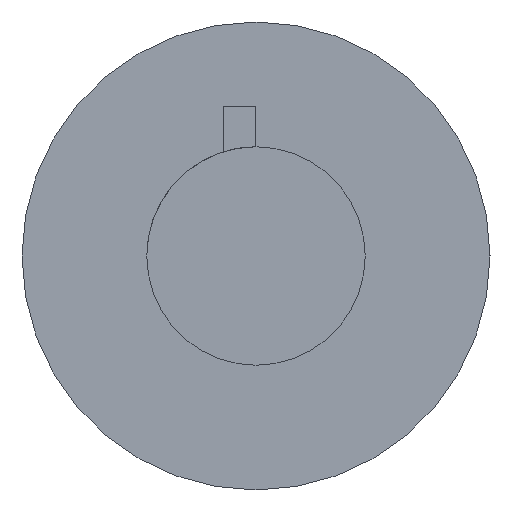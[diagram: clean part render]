
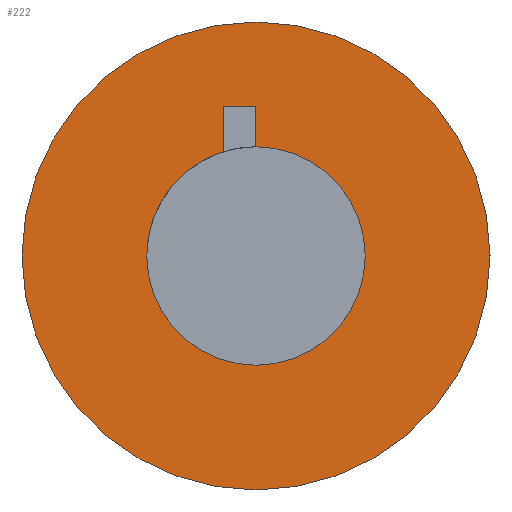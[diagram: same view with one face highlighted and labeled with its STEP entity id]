
A CAD part, left-side view. The second image highlights one B-rep face of the part: STEP entity #222.
In plain terms, the highlighted planar face has unit normal (-1, 0, 0).
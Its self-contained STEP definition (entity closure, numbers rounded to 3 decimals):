
#2 = EDGE_CURVE ( 'NONE', #130, #447, #49, .T. ) ;
#10 = DIRECTION ( 'NONE',  ( 1., 0., 0. ) ) ;
#16 = DIRECTION ( 'NONE',  ( 1., 0., 0. ) ) ;
#18 = CIRCLE ( 'NONE', #44, 7. ) ;
#44 = AXIS2_PLACEMENT_3D ( 'NONE', #572, #117, #437 ) ;
#49 = CIRCLE ( 'NONE', #154, 15. ) ;
#53 = DIRECTION ( 'NONE',  ( 1., 0., 0. ) ) ;
#62 = CARTESIAN_POINT ( 'NONE',  ( -90., -15., 0. ) ) ;
#69 = AXIS2_PLACEMENT_3D ( 'NONE', #374, #422, #510 ) ;
#91 = ORIENTED_EDGE ( 'NONE', *, *, #209, .T. ) ;
#112 = EDGE_CURVE ( 'NONE', #409, #273, #315, .T. ) ;
#117 = DIRECTION ( 'NONE',  ( 1., 0., 0. ) ) ;
#125 = VERTEX_POINT ( 'NONE', #151 ) ;
#126 = FACE_BOUND ( 'NONE', #286, .T. ) ;
#130 = VERTEX_POINT ( 'NONE', #62 ) ;
#142 = EDGE_CURVE ( 'NONE', #549, #149, #402, .T. ) ;
#146 = CARTESIAN_POINT ( 'NONE',  ( -90., 0., 0. ) ) ;
#149 = VERTEX_POINT ( 'NONE', #454 ) ;
#151 = CARTESIAN_POINT ( 'NONE',  ( -90., 7., 0. ) ) ;
#152 = CARTESIAN_POINT ( 'NONE',  ( -90., 0., 0. ) ) ;
#154 = AXIS2_PLACEMENT_3D ( 'NONE', #361, #363, #499 ) ;
#187 = CARTESIAN_POINT ( 'NONE',  ( -90., 0., 7. ) ) ;
#188 = AXIS2_PLACEMENT_3D ( 'NONE', #251, #16, #568 ) ;
#194 = CARTESIAN_POINT ( 'NONE',  ( -90., 2.103, 9.612 ) ) ;
#201 = DIRECTION ( 'NONE',  ( 0., -1., 0. ) ) ;
#209 = EDGE_CURVE ( 'NONE', #149, #409, #505, .T. ) ;
#222 = ADVANCED_FACE ( 'NONE', ( #539, #126 ), #235, .F. ) ;
#235 = PLANE ( 'NONE',  #69 ) ;
#241 = VERTEX_POINT ( 'NONE', #426 ) ;
#251 = CARTESIAN_POINT ( 'NONE',  ( -90., 0., 0. ) ) ;
#270 = ORIENTED_EDGE ( 'NONE', *, *, #112, .T. ) ;
#273 = VERTEX_POINT ( 'NONE', #390 ) ;
#283 = DIRECTION ( 'NONE',  ( 0., 0., -1. ) ) ;
#286 = EDGE_LOOP ( 'NONE', ( #393, #91, #270, #557, #310, #287 ) ) ;
#287 = ORIENTED_EDGE ( 'NONE', *, *, #526, .T. ) ;
#307 = CARTESIAN_POINT ( 'NONE',  ( -90., 0., 7. ) ) ;
#308 = AXIS2_PLACEMENT_3D ( 'NONE', #152, #10, #335 ) ;
#310 = ORIENTED_EDGE ( 'NONE', *, *, #515, .T. ) ;
#315 = CIRCLE ( 'NONE', #188, 7. ) ;
#335 = DIRECTION ( 'NONE',  ( 0., 1., 0. ) ) ;
#340 = EDGE_CURVE ( 'NONE', #273, #125, #18, .T. ) ;
#348 = CARTESIAN_POINT ( 'NONE',  ( -90., 15., 0. ) ) ;
#351 = EDGE_LOOP ( 'NONE', ( #488, #459 ) ) ;
#359 = VECTOR ( 'NONE', #427, 1000. ) ;
#361 = CARTESIAN_POINT ( 'NONE',  ( -90., 0., 0. ) ) ;
#363 = DIRECTION ( 'NONE',  ( 1., 0., 0. ) ) ;
#374 = CARTESIAN_POINT ( 'NONE',  ( -90., -7., 0. ) ) ;
#390 = CARTESIAN_POINT ( 'NONE',  ( -90., -7., 0. ) ) ;
#393 = ORIENTED_EDGE ( 'NONE', *, *, #142, .T. ) ;
#402 = LINE ( 'NONE', #433, #535 ) ;
#409 = VERTEX_POINT ( 'NONE', #307 ) ;
#422 = DIRECTION ( 'NONE',  ( 1., 0., 0. ) ) ;
#426 = CARTESIAN_POINT ( 'NONE',  ( -90., 2.103, 6.677 ) ) ;
#427 = DIRECTION ( 'NONE',  ( 0., 0., 1. ) ) ;
#428 = DIRECTION ( 'NONE',  ( 0., 1., 0. ) ) ;
#433 = CARTESIAN_POINT ( 'NONE',  ( -90., 0., 9.612 ) ) ;
#437 = DIRECTION ( 'NONE',  ( 0., 1., 0. ) ) ;
#446 = LINE ( 'NONE', #194, #359 ) ;
#447 = VERTEX_POINT ( 'NONE', #348 ) ;
#454 = CARTESIAN_POINT ( 'NONE',  ( -90., 0., 9.612 ) ) ;
#459 = ORIENTED_EDGE ( 'NONE', *, *, #2, .F. ) ;
#469 = CIRCLE ( 'NONE', #591, 15. ) ;
#473 = CARTESIAN_POINT ( 'NONE',  ( -90., 2.103, 9.612 ) ) ;
#488 = ORIENTED_EDGE ( 'NONE', *, *, #531, .F. ) ;
#499 = DIRECTION ( 'NONE',  ( 0., 1., 0. ) ) ;
#505 = LINE ( 'NONE', #187, #577 ) ;
#510 = DIRECTION ( 'NONE',  ( 0., 1., 0. ) ) ;
#515 = EDGE_CURVE ( 'NONE', #125, #241, #541, .T. ) ;
#526 = EDGE_CURVE ( 'NONE', #241, #549, #446, .T. ) ;
#531 = EDGE_CURVE ( 'NONE', #447, #130, #469, .T. ) ;
#535 = VECTOR ( 'NONE', #201, 1000. ) ;
#539 = FACE_OUTER_BOUND ( 'NONE', #351, .T. ) ;
#541 = CIRCLE ( 'NONE', #308, 7. ) ;
#549 = VERTEX_POINT ( 'NONE', #473 ) ;
#557 = ORIENTED_EDGE ( 'NONE', *, *, #340, .T. ) ;
#568 = DIRECTION ( 'NONE',  ( 0., 1., 0. ) ) ;
#572 = CARTESIAN_POINT ( 'NONE',  ( -90., 0., 0. ) ) ;
#577 = VECTOR ( 'NONE', #283, 1000. ) ;
#591 = AXIS2_PLACEMENT_3D ( 'NONE', #146, #53, #428 ) ;
